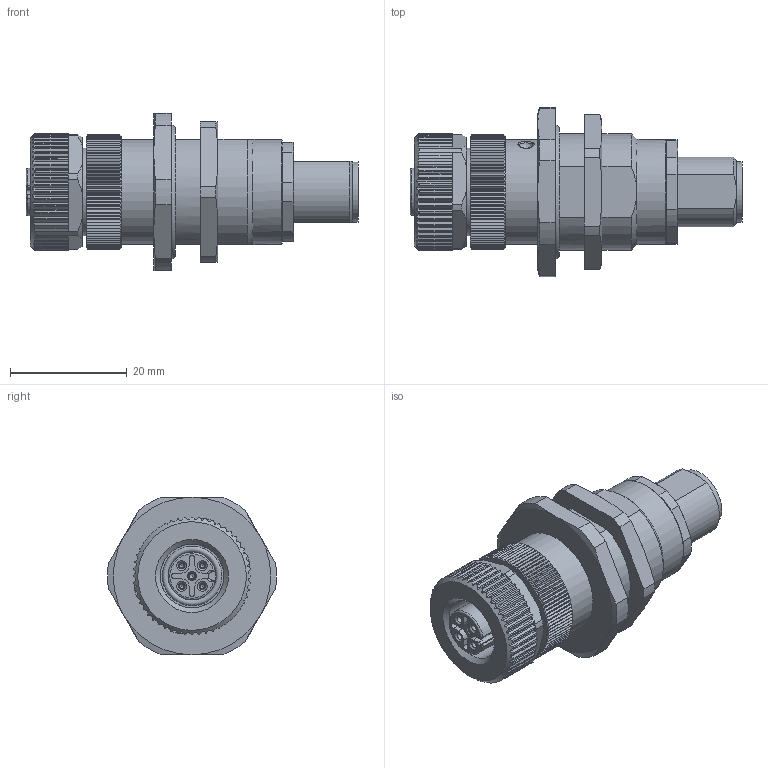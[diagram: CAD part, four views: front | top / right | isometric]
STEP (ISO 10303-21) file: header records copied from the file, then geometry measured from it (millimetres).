
FILE_DESCRIPTION(/* description */ (''),/* implementation_level */ '2;1');
FILE_NAME(/* name */ '09_5241_00_05_001_01.stp',/* time_stamp */ '2013-05-06T12:14:23+02:00',/* author */ (''),/* organization */ (''),/* preprocessor_version */ 'ST-DEVELOPER v14',/* originating_system */ 'SIEMENS PLM Software NX 8.0',/* authorisation */ '');
FILE_SCHEMA (('AUTOMOTIVE_DESIGN { 1 0 10303 214 3 1 1 1 }'));
Length unit declared in the file: millimetre
Products named in the file (1): kbor0EC4710Bdfk7
Bounding box: 56.9 x 28.96 x 27 mm (x, y, z)
Volume: 14778.8 mm3; surface area: 6456.9 mm2
Topology: 1 solids, 1 shells, 978 faces, 2412 edges, 1453 vertices
Faces by surface type: plane 430, cylinder 259, cone 259, extrusion 16, sphere 7, torus 5, bspline 2
Full cylindrical faces by diameter (mm): 1 x5, 1.05 x5, 1.1 x5, 8.3 x1, 10.4 x1, 10.917 x1, 15 x1, 18 x2
Entity records: 29487 total; most frequent: CARTESIAN_POINT 7894, ORIENTED_EDGE 4620, DIRECTION 4279, EDGE_CURVE 2310, AXIS2_PLACEMENT_3D 1717, VERTEX_POINT 1414, EDGE_LOOP 1045, ADVANCED_FACE 974
